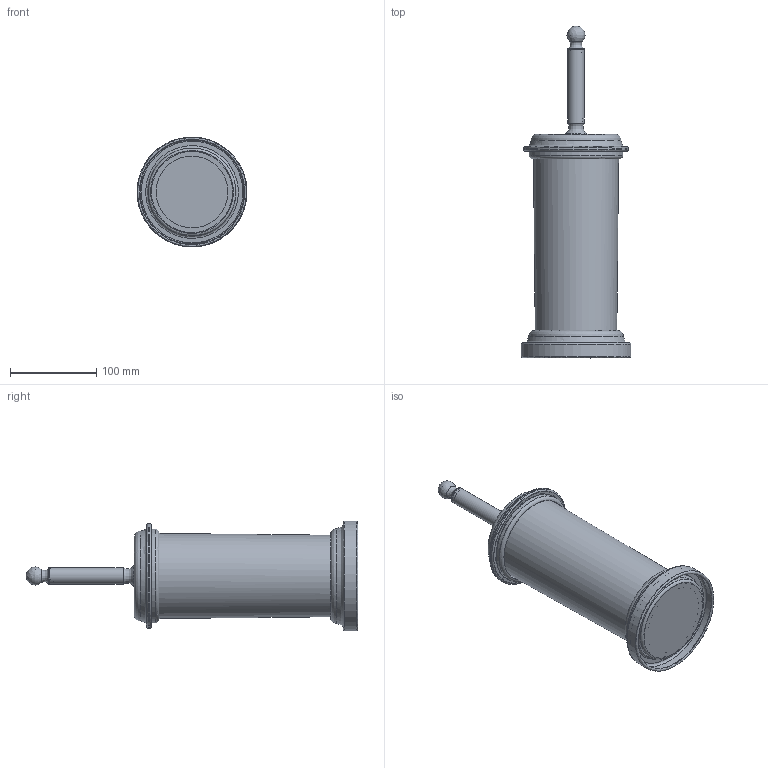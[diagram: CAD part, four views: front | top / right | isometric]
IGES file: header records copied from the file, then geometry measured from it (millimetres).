
Global section: file name: N4349-C; native system: Autodesk Inventor 2018; preprocessor: unknown; author: aprice; date: 20171115.081422; units: millimetre
Bounding box: 127.34 x 384.78 x 127.27 mm (x, y, z)
Volume: 640682.2 mm3; surface area: 384577.2 mm2
Topology: 100 solids, 100 shells, 656 faces, 1486 edges, 1132 vertices
Faces by surface type: bspline 656
